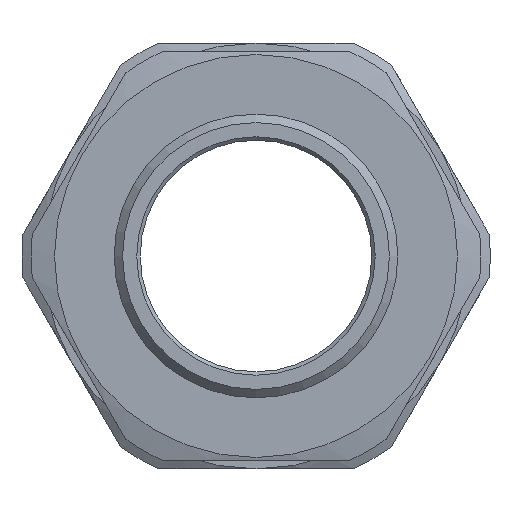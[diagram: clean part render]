
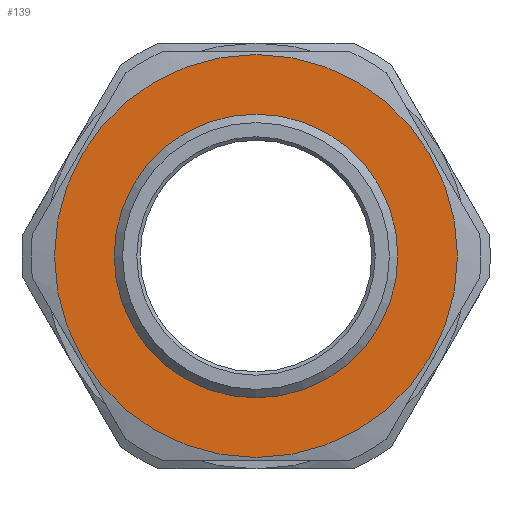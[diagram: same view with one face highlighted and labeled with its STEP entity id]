
A CAD part, left-side view. The second image highlights one B-rep face of the part: STEP entity #139.
In plain terms, the highlighted planar face has unit normal (-1, 0, 0).
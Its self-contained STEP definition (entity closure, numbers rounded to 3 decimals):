
#24 = CIRCLE ( 'NONE', #3406, 12.5 ) ;
#45 = VERTEX_POINT ( 'NONE', #744 ) ;
#79 = CARTESIAN_POINT ( 'NONE',  ( 10.3, 0., 0. ) ) ;
#139 = ADVANCED_FACE ( 'NONE', ( #167, #339 ), #3056, .F. ) ;
#167 = FACE_OUTER_BOUND ( 'NONE', #948, .T. ) ;
#296 = CIRCLE ( 'NONE', #2934, 17.75 ) ;
#339 = FACE_BOUND ( 'NONE', #2550, .T. ) ;
#566 = EDGE_CURVE ( 'NONE', #849, #849, #24, .T. ) ;
#744 = CARTESIAN_POINT ( 'NONE',  ( 10.3, 0., -17.75 ) ) ;
#843 = CARTESIAN_POINT ( 'NONE',  ( 10.3, 0., -20.3 ) ) ;
#849 = VERTEX_POINT ( 'NONE', #1326 ) ;
#948 = EDGE_LOOP ( 'NONE', ( #1464 ) ) ;
#1049 = ORIENTED_EDGE ( 'NONE', *, *, #566, .F. ) ;
#1107 = EDGE_CURVE ( 'NONE', #45, #45, #296, .T. ) ;
#1115 = DIRECTION ( 'NONE',  ( 0., 0., -1. ) ) ;
#1326 = CARTESIAN_POINT ( 'NONE',  ( 10.3, 0., 12.5 ) ) ;
#1399 = DIRECTION ( 'NONE',  ( 1., 0., 0. ) ) ;
#1464 = ORIENTED_EDGE ( 'NONE', *, *, #1107, .F. ) ;
#1978 = DIRECTION ( 'NONE',  ( 0., 0., -1. ) ) ;
#1995 = DIRECTION ( 'NONE',  ( 1., 0., 0. ) ) ;
#2314 = DIRECTION ( 'NONE',  ( -1., 0., 0. ) ) ;
#2550 = EDGE_LOOP ( 'NONE', ( #1049 ) ) ;
#2577 = CARTESIAN_POINT ( 'NONE',  ( 10.3, 0., 0. ) ) ;
#2934 = AXIS2_PLACEMENT_3D ( 'NONE', #2577, #1995, #1978 ) ;
#3056 = PLANE ( 'NONE',  #3383 ) ;
#3383 = AXIS2_PLACEMENT_3D ( 'NONE', #843, #1399, #1115 ) ;
#3406 = AXIS2_PLACEMENT_3D ( 'NONE', #79, #2314, #3519 ) ;
#3519 = DIRECTION ( 'NONE',  ( 0., 0., 1. ) ) ;
